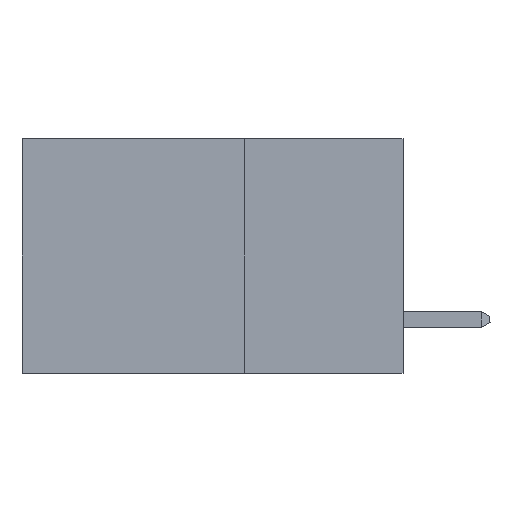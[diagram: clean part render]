
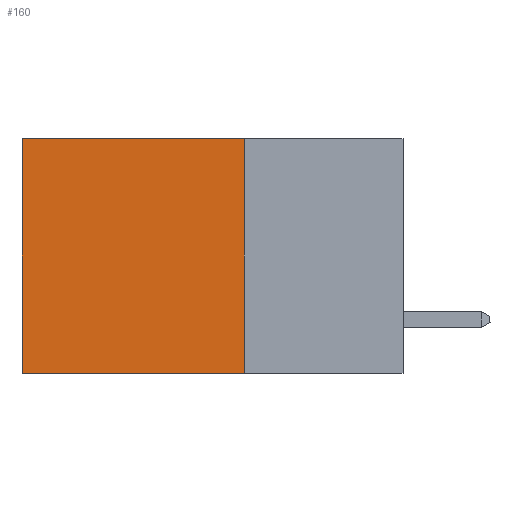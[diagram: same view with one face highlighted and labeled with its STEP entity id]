
A CAD part, left-side view. The second image highlights one B-rep face of the part: STEP entity #160.
In plain terms, the highlighted planar face has unit normal (-1, 0, 0).
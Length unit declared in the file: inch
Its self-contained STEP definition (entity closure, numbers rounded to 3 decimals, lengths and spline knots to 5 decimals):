
#160 = ADVANCED_FACE ( 'NONE', ( #699 ), #2520, .F. ) ;
#368 = CARTESIAN_POINT ( 'NONE',  ( 0.2875, 0.6, 0. ) ) ;
#389 = DIRECTION ( 'NONE',  ( 0., 0., -1. ) ) ;
#699 = FACE_OUTER_BOUND ( 'NONE', #2188, .T. ) ;
#757 = CARTESIAN_POINT ( 'NONE',  ( 0.2875, 0.25, -0.37 ) ) ;
#776 = LINE ( 'NONE', #368, #1739 ) ;
#1006 = CARTESIAN_POINT ( 'NONE',  ( 0.2875, 0.25, 0. ) ) ;
#1008 = LINE ( 'NONE', #6108, #8218 ) ;
#1057 = AXIS2_PLACEMENT_3D ( 'NONE', #1006, #5612, #389 ) ;
#1429 = CARTESIAN_POINT ( 'NONE',  ( 0.2875, 0.25, 0. ) ) ;
#1512 = VERTEX_POINT ( 'NONE', #757 ) ;
#1613 = CARTESIAN_POINT ( 'NONE',  ( 0.2875, 0.6, -0.37 ) ) ;
#1739 = VECTOR ( 'NONE', #9714, 39.37008 ) ;
#1789 = CARTESIAN_POINT ( 'NONE',  ( 0.2875, 0.25, 0. ) ) ;
#1813 = VERTEX_POINT ( 'NONE', #5772 ) ;
#2080 = VECTOR ( 'NONE', #6976, 39.37008 ) ;
#2188 = EDGE_LOOP ( 'NONE', ( #5425, #9385, #8730, #8919 ) ) ;
#2327 = EDGE_CURVE ( 'NONE', #5876, #2590, #776, .T. ) ;
#2520 = PLANE ( 'NONE',  #1057 ) ;
#2590 = VERTEX_POINT ( 'NONE', #1613 ) ;
#3149 = EDGE_CURVE ( 'NONE', #1512, #2590, #1008, .T. ) ;
#3634 = LINE ( 'NONE', #1429, #7482 ) ;
#4310 = EDGE_CURVE ( 'NONE', #1813, #5876, #6164, .T. ) ;
#4483 = DIRECTION ( 'NONE',  ( 0., 0., -1. ) ) ;
#4581 = DIRECTION ( 'NONE',  ( 0., 1., 0. ) ) ;
#4826 = EDGE_CURVE ( 'NONE', #1813, #1512, #3634, .T. ) ;
#5383 = CARTESIAN_POINT ( 'NONE',  ( 0.2875, 0.6, 0. ) ) ;
#5425 = ORIENTED_EDGE ( 'NONE', *, *, #2327, .T. ) ;
#5612 = DIRECTION ( 'NONE',  ( 1., 0., 0. ) ) ;
#5772 = CARTESIAN_POINT ( 'NONE',  ( 0.2875, 0.25, 0. ) ) ;
#5876 = VERTEX_POINT ( 'NONE', #5383 ) ;
#6108 = CARTESIAN_POINT ( 'NONE',  ( 0.2875, 0.25, -0.37 ) ) ;
#6164 = LINE ( 'NONE', #1789, #2080 ) ;
#6976 = DIRECTION ( 'NONE',  ( 0., 1., 0. ) ) ;
#7482 = VECTOR ( 'NONE', #4483, 39.37008 ) ;
#8218 = VECTOR ( 'NONE', #4581, 39.37008 ) ;
#8730 = ORIENTED_EDGE ( 'NONE', *, *, #4826, .F. ) ;
#8919 = ORIENTED_EDGE ( 'NONE', *, *, #4310, .T. ) ;
#9385 = ORIENTED_EDGE ( 'NONE', *, *, #3149, .F. ) ;
#9714 = DIRECTION ( 'NONE',  ( 0., 0., -1. ) ) ;
